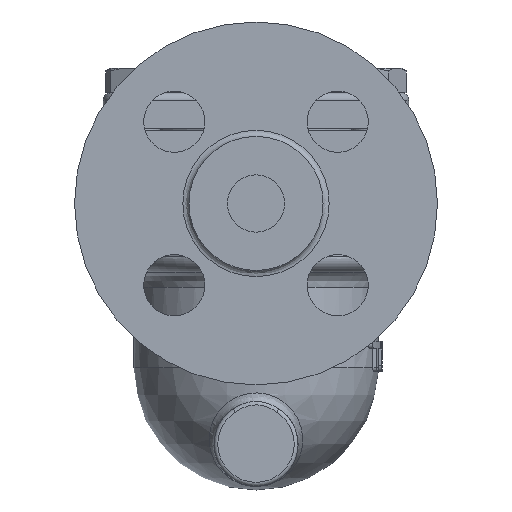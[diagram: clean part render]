
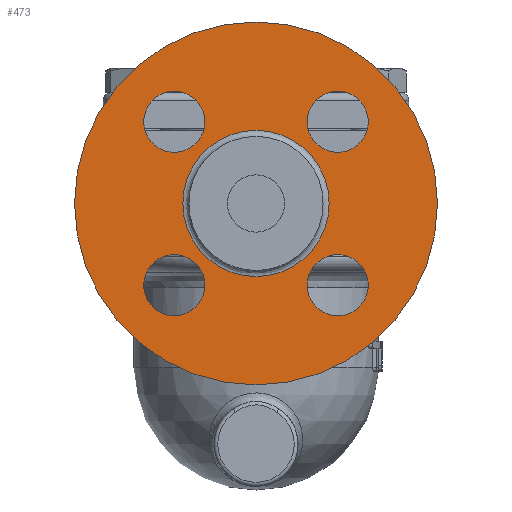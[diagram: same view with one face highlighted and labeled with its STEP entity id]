
A CAD part, left-side view. The second image highlights one B-rep face of the part: STEP entity #473.
In plain terms, the highlighted planar face has unit normal (-1, 0, 0).
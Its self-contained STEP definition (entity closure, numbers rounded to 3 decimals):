
#327=CARTESIAN_POINT('',(-91.9,0.,38.5));
#328=VERTEX_POINT('',#327);
#329=CARTESIAN_POINT('',(-91.9,0.0,-9.));
#330=DIRECTION('',(1.0,0.0,0.0));
#331=DIRECTION('',(0.0,0.0,-1.0));
#332=AXIS2_PLACEMENT_3D('',#329,#330,#331);
#333=CIRCLE('',#332,47.5);
#334=EDGE_CURVE('',#328,#328,#333,.T.);
#395=CARTESIAN_POINT('',(-91.9,0.,10.15));
#396=VERTEX_POINT('',#395);
#397=CARTESIAN_POINT('',(-91.9,0.0,-9.));
#398=DIRECTION('',(-1.0,0.0,0.0));
#399=DIRECTION('',(0.0,0.0,-1.0));
#400=AXIS2_PLACEMENT_3D('',#397,#398,#399);
#401=CIRCLE('',#400,19.15);
#402=EDGE_CURVE('',#396,#396,#401,.T.);
#418=CARTESIAN_POINT('',(-91.9,0.0,-9.));
#419=DIRECTION('',(1.0,0.0,0.0));
#420=DIRECTION('',(0.0,0.0,-1.0));
#421=AXIS2_PLACEMENT_3D('',#418,#419,#420);
#422=PLANE('',#421);
#423=ORIENTED_EDGE('',*,*,#334,.F.);
#424=EDGE_LOOP('',(#423));
#425=FACE_OUTER_BOUND('',#424,.T.);
#426=CARTESIAN_POINT('',(-91.9,21.39,-22.39));
#427=VERTEX_POINT('',#426);
#428=CARTESIAN_POINT('',(-91.9,21.39,-30.39));
#429=DIRECTION('',(-1.0,0.0,0.0));
#430=DIRECTION('',(0.0,1.0,0.0));
#431=AXIS2_PLACEMENT_3D('',#428,#429,#430);
#432=CIRCLE('',#431,8.0);
#433=EDGE_CURVE('',#427,#427,#432,.T.);
#434=ORIENTED_EDGE('',*,*,#433,.F.);
#435=EDGE_LOOP('',(#434));
#436=FACE_BOUND('',#435,.T.);
#437=CARTESIAN_POINT('',(-91.9,-21.39,-22.39));
#438=VERTEX_POINT('',#437);
#439=CARTESIAN_POINT('',(-91.9,-21.39,-30.39));
#440=DIRECTION('',(-1.0,0.0,0.0));
#441=DIRECTION('',(0.0,0.0,-1.0));
#442=AXIS2_PLACEMENT_3D('',#439,#440,#441);
#443=CIRCLE('',#442,8.0);
#444=EDGE_CURVE('',#438,#438,#443,.T.);
#445=ORIENTED_EDGE('',*,*,#444,.F.);
#446=EDGE_LOOP('',(#445));
#447=FACE_BOUND('',#446,.T.);
#448=CARTESIAN_POINT('',(-91.9,-21.39,20.39));
#449=VERTEX_POINT('',#448);
#450=CARTESIAN_POINT('',(-91.9,-21.39,12.39));
#451=DIRECTION('',(-1.0,0.0,0.0));
#452=DIRECTION('',(0.0,-1.0,0.0));
#453=AXIS2_PLACEMENT_3D('',#450,#451,#452);
#454=CIRCLE('',#453,8.0);
#455=EDGE_CURVE('',#449,#449,#454,.T.);
#456=ORIENTED_EDGE('',*,*,#455,.F.);
#457=EDGE_LOOP('',(#456));
#458=FACE_BOUND('',#457,.T.);
#459=CARTESIAN_POINT('',(-91.9,21.39,20.39));
#460=VERTEX_POINT('',#459);
#461=CARTESIAN_POINT('',(-91.9,21.39,12.39));
#462=DIRECTION('',(-1.0,0.0,0.0));
#463=DIRECTION('',(0.0,0.0,1.0));
#464=AXIS2_PLACEMENT_3D('',#461,#462,#463);
#465=CIRCLE('',#464,8.0);
#466=EDGE_CURVE('',#460,#460,#465,.T.);
#467=ORIENTED_EDGE('',*,*,#466,.F.);
#468=EDGE_LOOP('',(#467));
#469=FACE_BOUND('',#468,.T.);
#470=ORIENTED_EDGE('',*,*,#402,.F.);
#471=EDGE_LOOP('',(#470));
#472=FACE_BOUND('',#471,.T.);
#473=ADVANCED_FACE('',(#425,#436,#447,#458,#469,#472),#422,.F.);
